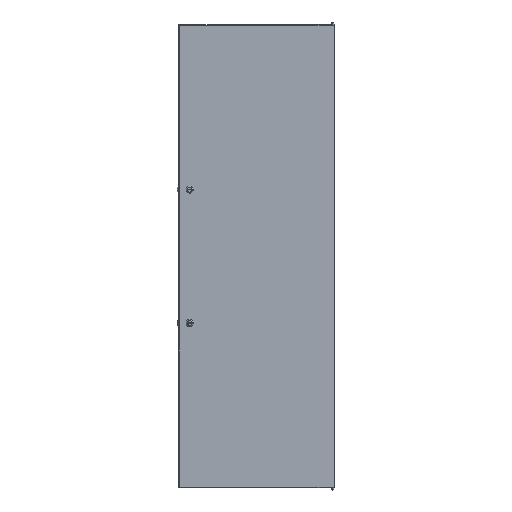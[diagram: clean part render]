
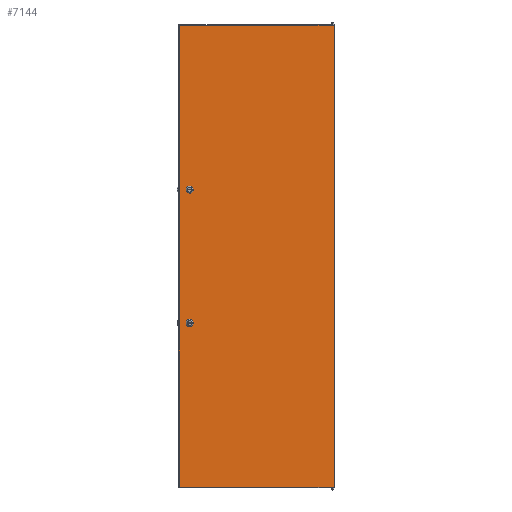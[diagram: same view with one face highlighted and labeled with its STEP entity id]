
A CAD part, top view. The second image highlights one B-rep face of the part: STEP entity #7144.
In plain terms, the highlighted planar face has unit normal (0, 0, 1).
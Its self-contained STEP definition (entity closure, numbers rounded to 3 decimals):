
#22 = VECTOR ( 'NONE', #962, 1000. ) ;
#26 = ORIENTED_EDGE ( 'NONE', *, *, #4463, .T. ) ;
#57 = CARTESIAN_POINT ( 'NONE',  ( -212.407, 220.567, 9.598 ) ) ;
#63 = CARTESIAN_POINT ( 'NONE',  ( -228.407, 210.32, 9.598 ) ) ;
#106 = VERTEX_POINT ( 'NONE', #3789 ) ;
#138 = DIRECTION ( 'NONE',  ( 0., 0., -1. ) ) ;
#145 = CARTESIAN_POINT ( 'NONE',  ( -228.407, 220.567, 9.598 ) ) ;
#285 = LINE ( 'NONE', #145, #763 ) ;
#287 = VECTOR ( 'NONE', #4604, 1000. ) ;
#400 = EDGE_CURVE ( 'NONE', #1890, #106, #3450, .T. ) ;
#646 = LINE ( 'NONE', #57, #3488 ) ;
#657 = CARTESIAN_POINT ( 'NONE',  ( -212.407, -222.68, 9.598 ) ) ;
#735 = AXIS2_PLACEMENT_3D ( 'NONE', #1639, #6503, #7767 ) ;
#763 = VECTOR ( 'NONE', #5034, 1000. ) ;
#814 = DIRECTION ( 'NONE',  ( 0., 0., 1. ) ) ;
#822 = DIRECTION ( 'NONE',  ( 1., 0., 0. ) ) ;
#860 = VECTOR ( 'NONE', #6645, 1000. ) ;
#962 = DIRECTION ( 'NONE',  ( 0., 1., 0. ) ) ;
#1156 = ORIENTED_EDGE ( 'NONE', *, *, #1292, .F. ) ;
#1292 = EDGE_CURVE ( 'NONE', #5553, #7715, #646, .T. ) ;
#1377 = DIRECTION ( 'NONE',  ( 0., 0., 1. ) ) ;
#1441 = VERTEX_POINT ( 'NONE', #8360 ) ;
#1486 = VECTOR ( 'NONE', #6198, 1000. ) ;
#1558 = EDGE_CURVE ( 'NONE', #7877, #8611, #5273, .T. ) ;
#1639 = CARTESIAN_POINT ( 'NONE',  ( -220.407, -217.556, 9.598 ) ) ;
#1773 = ORIENTED_EDGE ( 'NONE', *, *, #400, .T. ) ;
#1890 = VERTEX_POINT ( 'NONE', #4687 ) ;
#1923 = DIRECTION ( 'NONE',  ( 0., 1., 0. ) ) ;
#2015 = EDGE_CURVE ( 'NONE', #8611, #7203, #6545, .T. ) ;
#2175 = FACE_BOUND ( 'NONE', #3754, .T. ) ;
#2190 = CARTESIAN_POINT ( 'NONE',  ( -220.407, 215.444, 9.598 ) ) ;
#2281 = EDGE_CURVE ( 'NONE', #7715, #1441, #6385, .T. ) ;
#2315 = CARTESIAN_POINT ( 'NONE',  ( -228.407, -222.68, 9.598 ) ) ;
#2787 = VERTEX_POINT ( 'NONE', #8028 ) ;
#2817 = ORIENTED_EDGE ( 'NONE', *, *, #1558, .T. ) ;
#2867 = FACE_OUTER_BOUND ( 'NONE', #6346, .T. ) ;
#2928 = CIRCLE ( 'NONE', #3824, 9.5 ) ;
#3012 = DIRECTION ( 'NONE',  ( -1., 0., 0. ) ) ;
#3018 = LINE ( 'NONE', #5135, #3964 ) ;
#3119 = CARTESIAN_POINT ( 'NONE',  ( 249.38, 748.944, 9.598 ) ) ;
#3124 = CARTESIAN_POINT ( 'NONE',  ( -228.407, -212.433, 9.598 ) ) ;
#3276 = EDGE_CURVE ( 'NONE', #7203, #2787, #3018, .T. ) ;
#3284 = EDGE_CURVE ( 'NONE', #4640, #8884, #8534, .T. ) ;
#3450 = LINE ( 'NONE', #657, #1486 ) ;
#3461 = CARTESIAN_POINT ( 'NONE',  ( -2.407, -1.056, 9.598 ) ) ;
#3488 = VECTOR ( 'NONE', #1923, 1000. ) ;
#3650 = AXIS2_PLACEMENT_3D ( 'NONE', #4184, #814, #8391 ) ;
#3670 = CARTESIAN_POINT ( 'NONE',  ( -212.407, 220.567, 9.598 ) ) ;
#3731 = ORIENTED_EDGE ( 'NONE', *, *, #7584, .F. ) ;
#3754 = EDGE_LOOP ( 'NONE', ( #7949, #1156, #3731, #8225 ) ) ;
#3789 = CARTESIAN_POINT ( 'NONE',  ( -212.407, -222.68, 9.598 ) ) ;
#3824 = AXIS2_PLACEMENT_3D ( 'NONE', #2190, #1377, #8230 ) ;
#3887 = VERTEX_POINT ( 'NONE', #63 ) ;
#3888 = CARTESIAN_POINT ( 'NONE',  ( 248.593, -751.844, 9.598 ) ) ;
#3964 = VECTOR ( 'NONE', #7867, 1000. ) ;
#4021 = DIRECTION ( 'NONE',  ( 0., 0., 1. ) ) ;
#4045 = ORIENTED_EDGE ( 'NONE', *, *, #2015, .T. ) ;
#4056 = PLANE ( 'NONE',  #7409 ) ;
#4071 = CARTESIAN_POINT ( 'NONE',  ( -254.195, -751.056, 9.598 ) ) ;
#4184 = CARTESIAN_POINT ( 'NONE',  ( -220.407, 215.444, 9.598 ) ) ;
#4187 = CARTESIAN_POINT ( 'NONE',  ( 248.593, 748.944, 9.598 ) ) ;
#4355 = CIRCLE ( 'NONE', #7826, 9.5 ) ;
#4406 = ORIENTED_EDGE ( 'NONE', *, *, #3284, .T. ) ;
#4463 = EDGE_CURVE ( 'NONE', #106, #4640, #4355, .T. ) ;
#4520 = CIRCLE ( 'NONE', #735, 9.5 ) ;
#4562 = CARTESIAN_POINT ( 'NONE',  ( 248.593, -751.056, 9.598 ) ) ;
#4604 = DIRECTION ( 'NONE',  ( 1., 0., 0. ) ) ;
#4640 = VERTEX_POINT ( 'NONE', #6216 ) ;
#4687 = CARTESIAN_POINT ( 'NONE',  ( -212.407, -212.433, 9.598 ) ) ;
#5034 = DIRECTION ( 'NONE',  ( 0., -1., 0. ) ) ;
#5135 = CARTESIAN_POINT ( 'NONE',  ( -253.407, 749.732, 9.598 ) ) ;
#5263 = EDGE_CURVE ( 'NONE', #2787, #7877, #6050, .T. ) ;
#5273 = LINE ( 'NONE', #3888, #860 ) ;
#5369 = VECTOR ( 'NONE', #3012, 1000. ) ;
#5553 = VERTEX_POINT ( 'NONE', #6416 ) ;
#5917 = ORIENTED_EDGE ( 'NONE', *, *, #5263, .T. ) ;
#6050 = LINE ( 'NONE', #4071, #287 ) ;
#6198 = DIRECTION ( 'NONE',  ( 0., -1., 0. ) ) ;
#6216 = CARTESIAN_POINT ( 'NONE',  ( -228.407, -222.68, 9.598 ) ) ;
#6346 = EDGE_LOOP ( 'NONE', ( #8681, #5917, #2817, #4045 ) ) ;
#6385 = CIRCLE ( 'NONE', #3650, 9.5 ) ;
#6416 = CARTESIAN_POINT ( 'NONE',  ( -212.407, 210.32, 9.598 ) ) ;
#6503 = DIRECTION ( 'NONE',  ( 0., 0., -1. ) ) ;
#6529 = EDGE_CURVE ( 'NONE', #8884, #1890, #4520, .T. ) ;
#6545 = LINE ( 'NONE', #3119, #5369 ) ;
#6645 = DIRECTION ( 'NONE',  ( 0., 1., 0. ) ) ;
#6657 = ORIENTED_EDGE ( 'NONE', *, *, #6529, .T. ) ;
#6811 = CARTESIAN_POINT ( 'NONE',  ( -253.407, 748.944, 9.598 ) ) ;
#7036 = CARTESIAN_POINT ( 'NONE',  ( -220.407, -217.556, 9.598 ) ) ;
#7047 = EDGE_LOOP ( 'NONE', ( #1773, #26, #4406, #6657 ) ) ;
#7144 = ADVANCED_FACE ( 'NONE', ( #2175, #2867, #8401 ), #4056, .T. ) ;
#7203 = VERTEX_POINT ( 'NONE', #6811 ) ;
#7409 = AXIS2_PLACEMENT_3D ( 'NONE', #3461, #4021, #8179 ) ;
#7584 = EDGE_CURVE ( 'NONE', #3887, #5553, #2928, .T. ) ;
#7715 = VERTEX_POINT ( 'NONE', #3670 ) ;
#7767 = DIRECTION ( 'NONE',  ( 1., 0., 0. ) ) ;
#7826 = AXIS2_PLACEMENT_3D ( 'NONE', #7036, #138, #822 ) ;
#7867 = DIRECTION ( 'NONE',  ( 0., -1., 0. ) ) ;
#7877 = VERTEX_POINT ( 'NONE', #4562 ) ;
#7949 = ORIENTED_EDGE ( 'NONE', *, *, #2281, .F. ) ;
#8028 = CARTESIAN_POINT ( 'NONE',  ( -253.407, -751.056, 9.598 ) ) ;
#8179 = DIRECTION ( 'NONE',  ( 1., 0., 0. ) ) ;
#8225 = ORIENTED_EDGE ( 'NONE', *, *, #8395, .F. ) ;
#8230 = DIRECTION ( 'NONE',  ( 1., 0., 0. ) ) ;
#8360 = CARTESIAN_POINT ( 'NONE',  ( -228.407, 220.567, 9.598 ) ) ;
#8391 = DIRECTION ( 'NONE',  ( 1., 0., 0. ) ) ;
#8395 = EDGE_CURVE ( 'NONE', #1441, #3887, #285, .T. ) ;
#8401 = FACE_BOUND ( 'NONE', #7047, .T. ) ;
#8534 = LINE ( 'NONE', #2315, #22 ) ;
#8611 = VERTEX_POINT ( 'NONE', #4187 ) ;
#8681 = ORIENTED_EDGE ( 'NONE', *, *, #3276, .T. ) ;
#8884 = VERTEX_POINT ( 'NONE', #3124 ) ;
